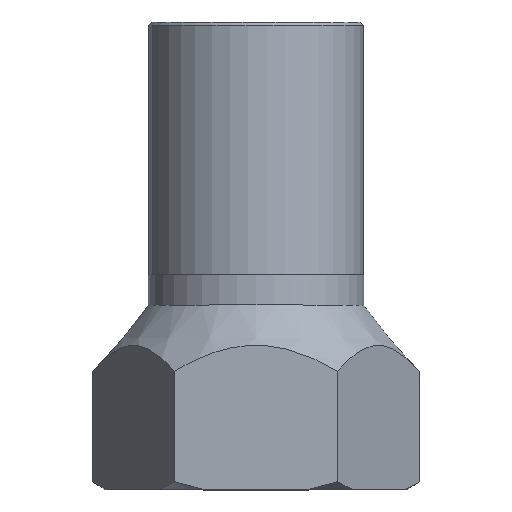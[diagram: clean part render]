
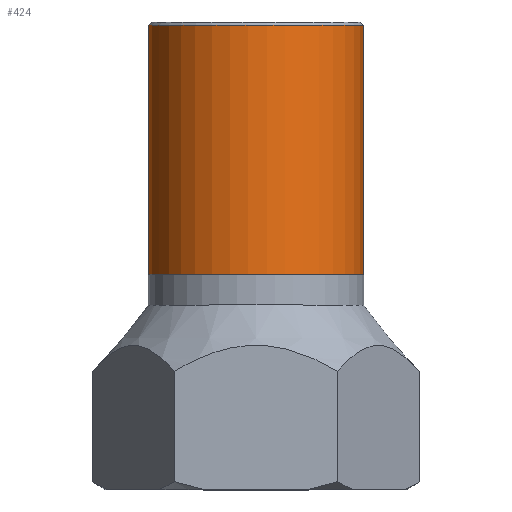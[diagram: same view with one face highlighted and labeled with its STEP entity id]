
A CAD part, top view. The second image highlights one B-rep face of the part: STEP entity #424.
In plain terms, the highlighted cylindrical face has radius 17.5 mm (diameter 35 mm), a full revolution.
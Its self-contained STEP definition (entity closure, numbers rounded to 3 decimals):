
#186=ORIENTED_EDGE('',*,*,#243,.T.);
#187=ORIENTED_EDGE('',*,*,#244,.T.);
#243=EDGE_CURVE('',#282,#282,#303,.T.);
#244=EDGE_CURVE('',#283,#283,#304,.T.);
#282=VERTEX_POINT('',#815);
#283=VERTEX_POINT('',#817);
#303=CIRCLE('',#497,17.5);
#304=CIRCLE('',#498,17.5);
#341=EDGE_LOOP('',(#186));
#342=EDGE_LOOP('',(#187));
#385=FACE_BOUND('',#341,.T.);
#386=FACE_BOUND('',#342,.T.);
#400=CYLINDRICAL_SURFACE('',#496,17.5);
#424=ADVANCED_FACE('',(#385,#386),#400,.T.);
#496=AXIS2_PLACEMENT_3D('',#813,#602,#603);
#497=AXIS2_PLACEMENT_3D('',#814,#604,#605);
#498=AXIS2_PLACEMENT_3D('',#816,#606,#607);
#602=DIRECTION('',(0.,-1.,0.));
#603=DIRECTION('',(0.,0.,-1.));
#604=DIRECTION('',(0.,-1.,0.));
#605=DIRECTION('',(0.,0.,-1.));
#606=DIRECTION('',(0.,1.,0.));
#607=DIRECTION('',(0.,0.,1.));
#813=CARTESIAN_POINT('',(0.,46.,0.));
#814=CARTESIAN_POINT('',(0.,36.5,0.));
#815=CARTESIAN_POINT('',(0.,36.5,-17.5));
#816=CARTESIAN_POINT('',(0.,-4.,0.));
#817=CARTESIAN_POINT('',(0.,-4.,17.5));
